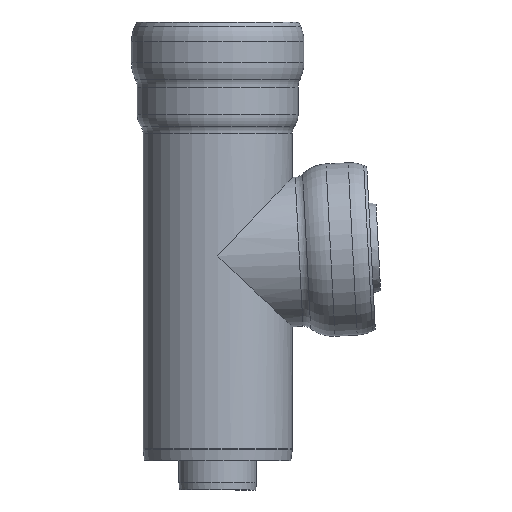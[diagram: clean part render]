
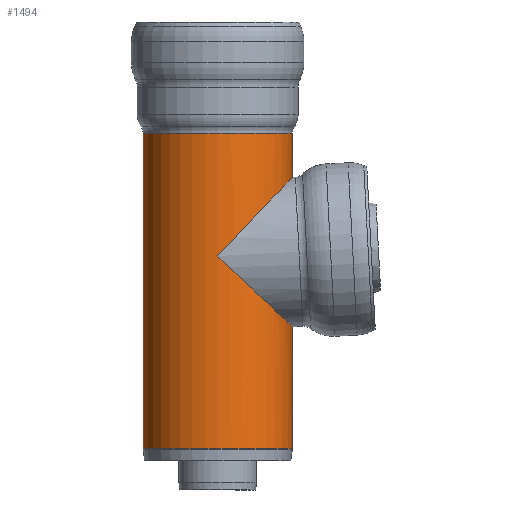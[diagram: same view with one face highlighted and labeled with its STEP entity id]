
A CAD part, left-side view. The second image highlights one B-rep face of the part: STEP entity #1494.
In plain terms, the highlighted cylindrical face has radius 510 mm (diameter 1020 mm), a full revolution.
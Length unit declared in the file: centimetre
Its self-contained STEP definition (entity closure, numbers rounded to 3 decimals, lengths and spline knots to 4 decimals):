
#79=ELLIPSE('',#1651,74.0897,51.);
#80=ELLIPSE('',#1652,74.0897,51.);
#83=ELLIPSE('',#1656,70.3085,51.);
#84=ELLIPSE('',#1657,70.3085,51.);
#105=CYLINDRICAL_SURFACE('',#1732,51.);
#222=FACE_OUTER_BOUND('',#315,.T.);
#315=EDGE_LOOP('',(#1382,#1383,#1384,#1385,#1386,#1387,#1388,#1389,#1390,
#1391,#1392));
#391=LINE('',#2829,#468);
#392=LINE('',#2830,#469);
#468=VECTOR('',#2271,51.);
#469=VECTOR('',#2272,51.);
#558=CIRCLE('',#1671,51.);
#559=CIRCLE('',#1672,51.);
#599=CIRCLE('',#1730,51.);
#692=VERTEX_POINT('',#2689);
#693=VERTEX_POINT('',#2691);
#694=VERTEX_POINT('',#2693);
#697=VERTEX_POINT('',#2701);
#704=VERTEX_POINT('',#2724);
#705=VERTEX_POINT('',#2725);
#735=VERTEX_POINT('',#2822);
#883=EDGE_CURVE('',#693,#692,#79,.T.);
#884=EDGE_CURVE('',#694,#693,#80,.T.);
#888=EDGE_CURVE('',#697,#694,#83,.T.);
#889=EDGE_CURVE('',#692,#697,#84,.T.);
#900=EDGE_CURVE('',#704,#705,#558,.T.);
#901=EDGE_CURVE('',#705,#704,#559,.T.);
#950=EDGE_CURVE('',#735,#735,#599,.T.);
#953=EDGE_CURVE('',#735,#697,#391,.T.);
#954=EDGE_CURVE('',#693,#705,#392,.T.);
#1382=ORIENTED_EDGE('',*,*,#950,.F.);
#1383=ORIENTED_EDGE('',*,*,#953,.T.);
#1384=ORIENTED_EDGE('',*,*,#888,.T.);
#1385=ORIENTED_EDGE('',*,*,#884,.T.);
#1386=ORIENTED_EDGE('',*,*,#954,.T.);
#1387=ORIENTED_EDGE('',*,*,#900,.F.);
#1388=ORIENTED_EDGE('',*,*,#901,.F.);
#1389=ORIENTED_EDGE('',*,*,#954,.F.);
#1390=ORIENTED_EDGE('',*,*,#883,.T.);
#1391=ORIENTED_EDGE('',*,*,#889,.T.);
#1392=ORIENTED_EDGE('',*,*,#953,.F.);
#1494=ADVANCED_FACE('',(#222),#105,.T.);
#1651=AXIS2_PLACEMENT_3D('',#2692,#2094,#2095);
#1652=AXIS2_PLACEMENT_3D('',#2694,#2096,#2097);
#1656=AXIS2_PLACEMENT_3D('',#2702,#2105,#2106);
#1657=AXIS2_PLACEMENT_3D('',#2703,#2107,#2108);
#1671=AXIS2_PLACEMENT_3D('',#2726,#2136,#2137);
#1672=AXIS2_PLACEMENT_3D('',#2727,#2138,#2139);
#1730=AXIS2_PLACEMENT_3D('',#2824,#2263,#2264);
#1732=AXIS2_PLACEMENT_3D('',#2828,#2269,#2270);
#2094=DIRECTION('center_axis',(0.,0.725,0.688));
#2095=DIRECTION('ref_axis',(0.,0.688,-0.725));
#2096=DIRECTION('center_axis',(0.,0.725,0.688));
#2097=DIRECTION('ref_axis',(0.,0.688,-0.725));
#2105=DIRECTION('center_axis',(0.,0.688,
-0.725));
#2106=DIRECTION('ref_axis',(0.,0.725,0.688));
#2107=DIRECTION('center_axis',(0.,0.688,
-0.725));
#2108=DIRECTION('ref_axis',(0.,0.725,0.688));
#2136=DIRECTION('center_axis',(0.,0.,
1.));
#2137=DIRECTION('ref_axis',(1.,0.,0.));
#2138=DIRECTION('center_axis',(0.,0.,
1.));
#2139=DIRECTION('ref_axis',(1.,0.,0.));
#2263=DIRECTION('center_axis',(0.,0.,
-1.));
#2264=DIRECTION('ref_axis',(1.,0.,0.));
#2269=DIRECTION('center_axis',(0.,0.,
-1.));
#2270=DIRECTION('ref_axis',(0.,1.,0.));
#2271=DIRECTION('',(0.,0.,1.));
#2272=DIRECTION('',(0.,0.,1.));
#2689=CARTESIAN_POINT('',(51.,0.,160.));
#2691=CARTESIAN_POINT('',(0.,-51.,213.7428));
#2692=CARTESIAN_POINT('Origin',(0.,0.,
160.));
#2693=CARTESIAN_POINT('',(-51.,0.,160.));
#2694=CARTESIAN_POINT('Origin',(0.,0.,
160.));
#2701=CARTESIAN_POINT('',(0.,-51.,111.6028));
#2702=CARTESIAN_POINT('Origin',(0.,0.,
160.));
#2703=CARTESIAN_POINT('Origin',(0.,0.,
160.));
#2724=CARTESIAN_POINT('',(51.,0.,243.966));
#2725=CARTESIAN_POINT('',(0.,-51.,243.966));
#2726=CARTESIAN_POINT('Origin',(0.,0.,
243.966));
#2727=CARTESIAN_POINT('Origin',(0.,0.,
243.966));
#2822=CARTESIAN_POINT('',(0.,-51.,28.0623));
#2824=CARTESIAN_POINT('Origin',(0.,0.,
28.0623));
#2828=CARTESIAN_POINT('Origin',(0.,0.,
136.983));
#2829=CARTESIAN_POINT('',(0.,-51.,136.983));
#2830=CARTESIAN_POINT('',(0.,-51.,136.983));
